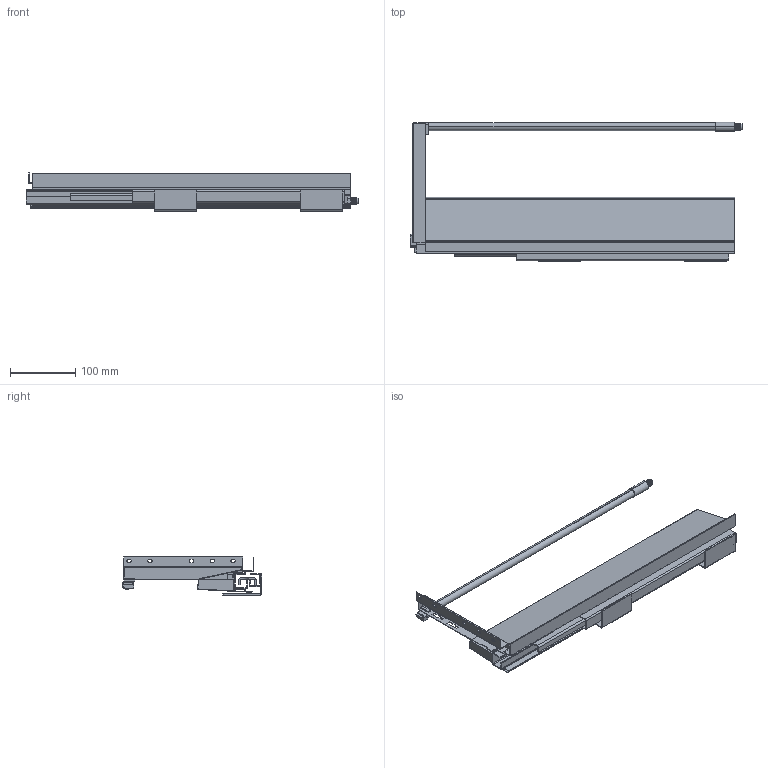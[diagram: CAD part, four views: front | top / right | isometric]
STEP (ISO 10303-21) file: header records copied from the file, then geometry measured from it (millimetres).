
FILE_DESCRIPTION (( 'STEP AP214' ), '1' );
FILE_NAME ('F004621,F004627-CLOSED_RIGHT_3D.step', '2022-06-06T11:58:37', ( '' ), ( '' ), 'SwSTEP 2.0', 'SolidWorks 2020', '' );
FILE_SCHEMA (( 'AUTOMOTIVE_DESIGN' ));
Length unit declared in the file: millimetre
Products named in the file (11): F004621,F004627-CLOSED_RIGHT_3D; Riex ND30 Bocnice-500-H86-PRAVA; Reling ROUND-sestava-500-PRAVY; ND30-VYSUV-500-CLOSED_RIGHT; ND30-500-VNEJSI PRAVY; ND30-drzak zad-H201-PRAVY; ND30-500-STREDNI PRAVY; Koncovka ND30-ROUND reling-RIGHT; ND30-Reling-ROUND-500-bez drzaku; ND30-boènice sestava H201-1xROUND reling-500-PRAVA; ND30-500-VNITRNI PRAVY
Assembly tree (10 placements, depth 4):
  F004621,F004627-CLOSED_RIGHT_3D
    ND30-VYSUV-500-CLOSED_RIGHT
      ND30-500-VNEJSI PRAVY
      ND30-500-STREDNI PRAVY
      ND30-500-VNITRNI PRAVY
    ND30-boènice sestava H201-1xROUND reling-500-PRAVA
      Riex ND30 Bocnice-500-H86-PRAVA
      ND30-drzak zad-H201-PRAVY
      Reling ROUND-sestava-500-PRAVY
        ND30-Reling-ROUND-500-bez drzaku
        Koncovka ND30-ROUND reling-RIGHT
Bounding box: 510.5 x 214.5 x 58.5 mm (x, y, z)
Volume: 275507.2 mm3; surface area: 512206.9 mm2
Topology: 14 solids, 15 shells, 394 faces, 1023 edges, 665 vertices
Faces by surface type: plane 216, cylinder 118, cone 60
Entity records: 12638 total; most frequent: DIRECTION 2153, CARTESIAN_POINT 2098, ORIENTED_EDGE 2046, EDGE_CURVE 1023, AXIS2_PLACEMENT_3D 720, VECTOR 713, LINE 713, VERTEX_POINT 665
